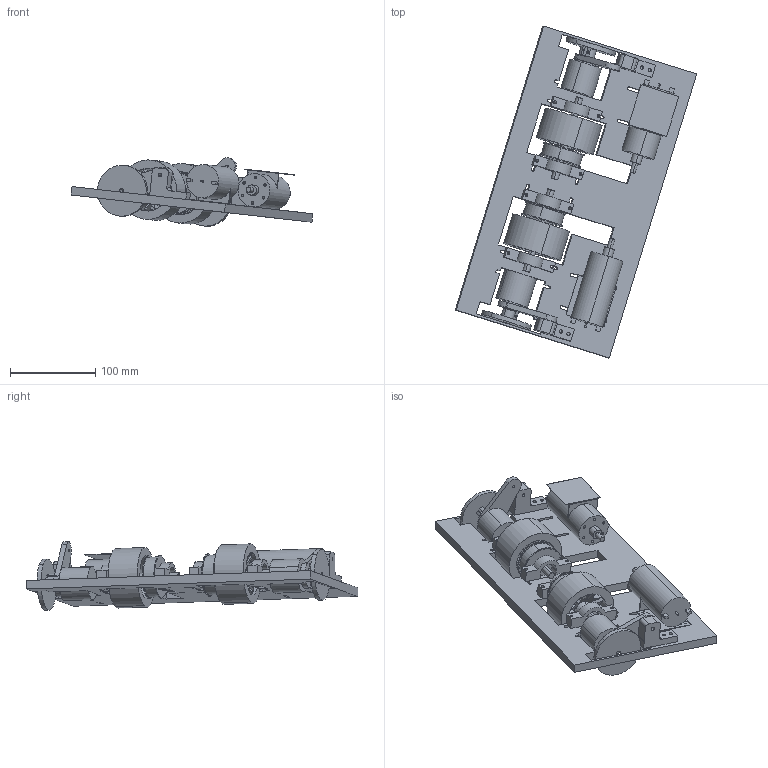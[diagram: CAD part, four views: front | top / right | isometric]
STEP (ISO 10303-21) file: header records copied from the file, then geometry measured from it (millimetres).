
FILE_DESCRIPTION (( 'STEP AP214' ), '1' );
FILE_NAME ('CHASSIS.STEP', '2015-03-12T01:46:34', ( '' ), ( '' ), 'SwSTEP 2.0', 'SolidWorks 2014', '' );
FILE_SCHEMA (( 'AUTOMOTIVE_DESIGN' ));
Length unit declared in the file: millimetre
Products named in the file (12): grande poulie; Support Encodeur; porte roulement1; Roue; Motor_X2_00E9_X0_ducteur MFA; ENCODEUR-BIELLE; Bielle encodeur; Encodeur; AxeRoue; Roue Codeuse; CHASSIS; Chassis
Assembly tree (20 placements, depth 3):
  CHASSIS
    Roue  x2
    AxeRoue  x2
    Motor_X2_00E9_X0_ducteur MFA  x2
    grande poulie  x2
    porte roulement1  x4
    Chassis
    Support Encodeur  x2
    ENCODEUR-BIELLE  x2
      Roue Codeuse
      Encodeur
      Bielle encodeur
Bounding box: 284.37 x 390.54 x 80.49 mm (x, y, z)
Volume: 1070826.9 mm3; surface area: 293210.1 mm2
Topology: 23 solids, 23 shells, 692 faces, 1926 edges, 1280 vertices
Faces by surface type: plane 397, cylinder 267, cone 28
Entity records: 13748 total; most frequent: CARTESIAN_POINT 2522, DIRECTION 2255, ORIENTED_EDGE 2226, EDGE_CURVE 1113, AXIS2_PLACEMENT_3D 781, VERTEX_POINT 740, VECTOR 693, LINE 693
